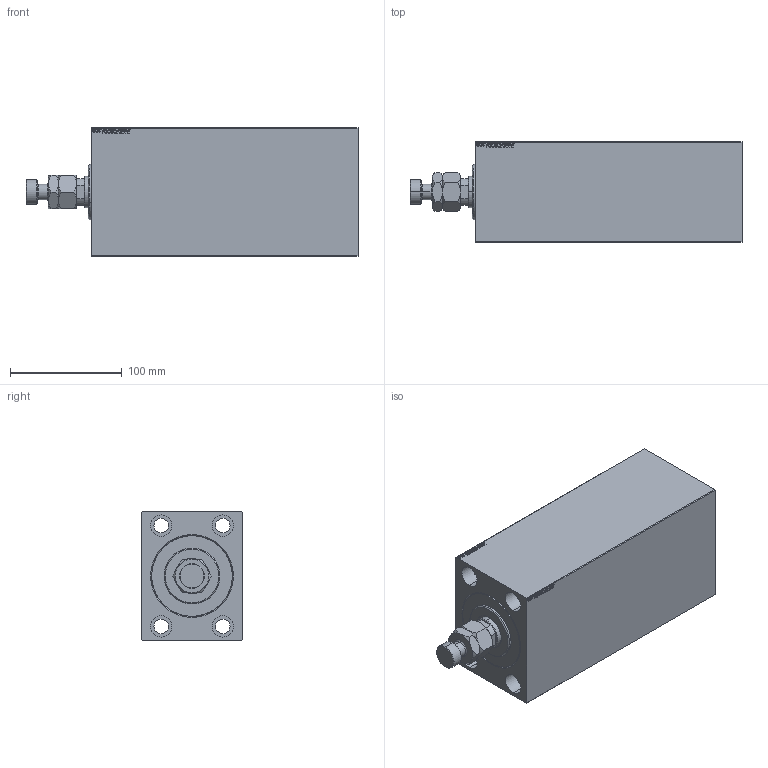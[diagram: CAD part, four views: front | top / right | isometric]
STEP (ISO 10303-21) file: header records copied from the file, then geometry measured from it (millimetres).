
FILE_DESCRIPTION (( 'STEP AP203' ), '1' );
FILE_NAME ('e9a6.STEP', '2022-04-17T06:13:00', ( '' ), ( '' ), 'SwSTEP 2.0', 'SolidWorks 2019', '' );
FILE_SCHEMA (( 'CONFIG_CONTROL_DESIGN' ));
Length unit declared in the file: millimetre
Products named in the file (5): V450CM_C_VCP 58cbb415a4fff290892d0e9d41a3f2d5; e9a6; V450CM_C_Body 58cbb415a4fff290892d0e9d41a3f2d5; MFA 58cbb415a4fff290892d0e9d41a3f2d5; V450CM_VC_B 58cbb415a4fff290892d0e9d41a3f2d5
Assembly tree (4 placements, depth 2):
  e9a6
    V450CM_C_Body 58cbb415a4fff290892d0e9d41a3f2d5
    V450CM_C_VCP 58cbb415a4fff290892d0e9d41a3f2d5
    V450CM_VC_B 58cbb415a4fff290892d0e9d41a3f2d5
    MFA 58cbb415a4fff290892d0e9d41a3f2d5
Bounding box: 296.5 x 90 x 115 mm (x, y, z)
Volume: 1936786.8 mm3; surface area: 259418.8 mm2
Topology: 4 solids, 4 shells, 913 faces, 2320 edges, 1525 vertices
Faces by surface type: plane 425, bspline 380, cylinder 62, cone 42, torus 4
Entity records: 45625 total; most frequent: CARTESIAN_POINT 25607, ORIENTED_EDGE 4636, DIRECTION 2760, EDGE_CURVE 2318, VERTEX_POINT 1525, VECTOR 1324, LINE 1324, EDGE_LOOP 1039
